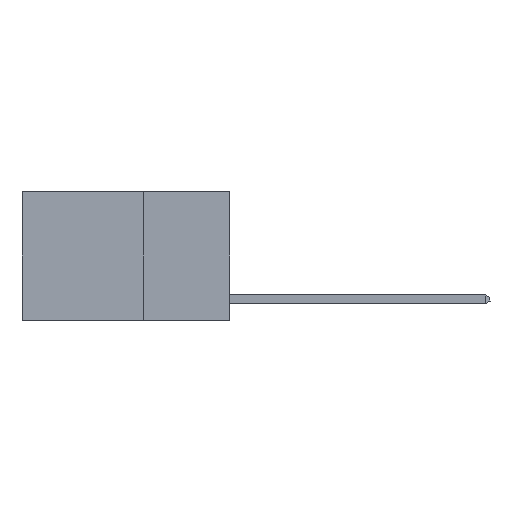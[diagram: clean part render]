
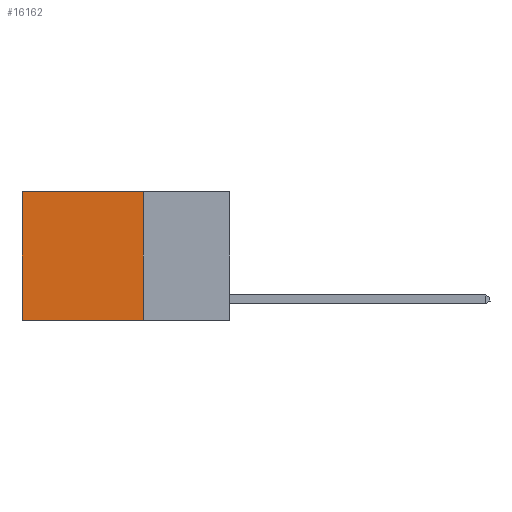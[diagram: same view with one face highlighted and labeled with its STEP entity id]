
A CAD part, left-side view. The second image highlights one B-rep face of the part: STEP entity #16162.
In plain terms, the highlighted planar face has unit normal (-1, 0, 0).
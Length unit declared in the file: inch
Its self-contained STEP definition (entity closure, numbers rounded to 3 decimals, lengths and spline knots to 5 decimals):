
#60 = LINE ( 'NONE', #12199, #10899 ) ;
#142 = CARTESIAN_POINT ( 'NONE',  ( 0.2625, 0.6, 0. ) ) ;
#1994 = EDGE_CURVE ( 'NONE', #13719, #14402, #11599, .T. ) ;
#2732 = DIRECTION ( 'NONE',  ( 0., 0., -1. ) ) ;
#3126 = PLANE ( 'NONE',  #7548 ) ;
#4487 = DIRECTION ( 'NONE',  ( 1., 0., 0. ) ) ;
#4878 = VECTOR ( 'NONE', #16247, 39.37008 ) ;
#5012 = VERTEX_POINT ( 'NONE', #9855 ) ;
#5646 = ORIENTED_EDGE ( 'NONE', *, *, #12186, .T. ) ;
#6236 = EDGE_LOOP ( 'NONE', ( #5646, #7352, #11667, #11606 ) ) ;
#7134 = CARTESIAN_POINT ( 'NONE',  ( 0.2625, 0.25, 0. ) ) ;
#7352 = ORIENTED_EDGE ( 'NONE', *, *, #11460, .F. ) ;
#7548 = AXIS2_PLACEMENT_3D ( 'NONE', #7134, #4487, #13860 ) ;
#8196 = CARTESIAN_POINT ( 'NONE',  ( 0.2625, 0.25, -0.37 ) ) ;
#9112 = VECTOR ( 'NONE', #12352, 39.37008 ) ;
#9855 = CARTESIAN_POINT ( 'NONE',  ( 0.2625, 0.25, -0.37 ) ) ;
#10061 = CARTESIAN_POINT ( 'NONE',  ( 0.2625, 0.25, 0. ) ) ;
#10618 = VECTOR ( 'NONE', #13612, 39.37008 ) ;
#10899 = VECTOR ( 'NONE', #2732, 39.37008 ) ;
#11460 = EDGE_CURVE ( 'NONE', #5012, #13143, #16788, .T. ) ;
#11599 = LINE ( 'NONE', #16268, #4878 ) ;
#11606 = ORIENTED_EDGE ( 'NONE', *, *, #1994, .T. ) ;
#11611 = CARTESIAN_POINT ( 'NONE',  ( 0.2625, 0.6, -0.37 ) ) ;
#11667 = ORIENTED_EDGE ( 'NONE', *, *, #15362, .F. ) ;
#12186 = EDGE_CURVE ( 'NONE', #14402, #13143, #12694, .T. ) ;
#12199 = CARTESIAN_POINT ( 'NONE',  ( 0.2625, 0.25, 0. ) ) ;
#12352 = DIRECTION ( 'NONE',  ( 0., 0., -1. ) ) ;
#12694 = LINE ( 'NONE', #142, #9112 ) ;
#13143 = VERTEX_POINT ( 'NONE', #11611 ) ;
#13612 = DIRECTION ( 'NONE',  ( 0., 1., 0. ) ) ;
#13719 = VERTEX_POINT ( 'NONE', #10061 ) ;
#13860 = DIRECTION ( 'NONE',  ( 0., 0., -1. ) ) ;
#14402 = VERTEX_POINT ( 'NONE', #15778 ) ;
#14577 = FACE_OUTER_BOUND ( 'NONE', #6236, .T. ) ;
#15362 = EDGE_CURVE ( 'NONE', #13719, #5012, #60, .T. ) ;
#15778 = CARTESIAN_POINT ( 'NONE',  ( 0.2625, 0.6, 0. ) ) ;
#16162 = ADVANCED_FACE ( 'NONE', ( #14577 ), #3126, .F. ) ;
#16247 = DIRECTION ( 'NONE',  ( 0., 1., 0. ) ) ;
#16268 = CARTESIAN_POINT ( 'NONE',  ( 0.2625, 0.25, 0. ) ) ;
#16788 = LINE ( 'NONE', #8196, #10618 ) ;
